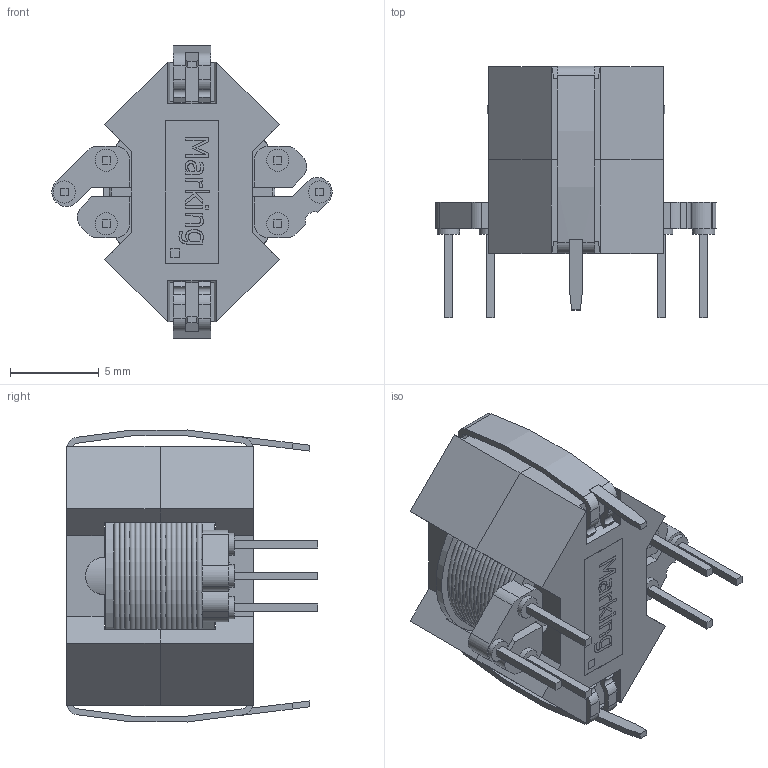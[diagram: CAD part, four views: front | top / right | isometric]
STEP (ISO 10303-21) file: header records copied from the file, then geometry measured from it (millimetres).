
FILE_DESCRIPTION(/* description */ ('STEP AP214'),/* implementation_level */ '2;1');
FILE_NAME(/* name */ 'RM5-THT-6P.stp',/* time_stamp */ '2024-04-11T10:37:33+02:00',/* author */ ('mt'),/* organization */ (''),/* preprocessor_version */ 'ST-DEVELOPER v20',/* originating_system */ 'Autodesk Inventor 2024',/* authorisation */ '');
FILE_SCHEMA (('CONFIG_CONTROL_DESIGN'));
Length unit declared in the file: millimetre
Products named in the file (5): RM5-THT-6P; RM5-K-6P-SS; Uzwojenie^RM5-K-6P-SS_z³o¿enie; RM-5; RM5 Clamp
Assembly tree (6 placements, depth 2):
  RM5-THT-6P
    RM5-K-6P-SS
    Uzwojenie^RM5-K-6P-SS_z³o¿enie
    RM-5  x2
    RM5 Clamp  x2
Bounding box: 15.78 x 14.14 x 16.44 mm (x, y, z)
Volume: 1116.8 mm3; surface area: 3487.8 mm2
Topology: 51 solids, 51 shells, 600 faces, 1458 edges, 972 vertices
Faces by surface type: plane 394, cylinder 90, bspline 80, torus 36
Full cylindrical faces by diameter (mm): 0.3 x6, 1.25 x6, 4.9 x2, 5 x1, 5.88 x1
Entity records: 12171 total; most frequent: CARTESIAN_POINT 2509, ORIENTED_EDGE 1854, DIRECTION 1829, EDGE_CURVE 927, VERTEX_POINT 618, AXIS2_PLACEMENT_3D 616, LINE 597, VECTOR 597
